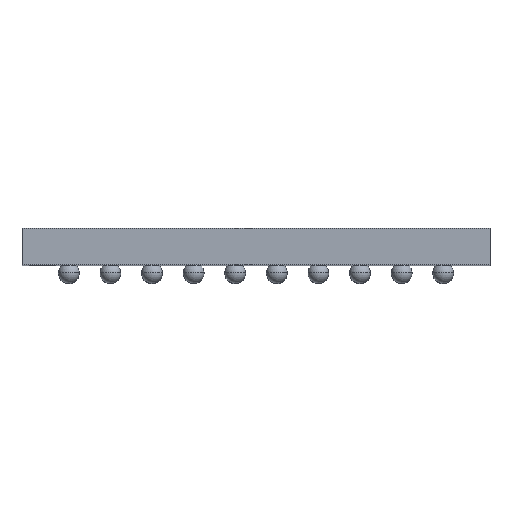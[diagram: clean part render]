
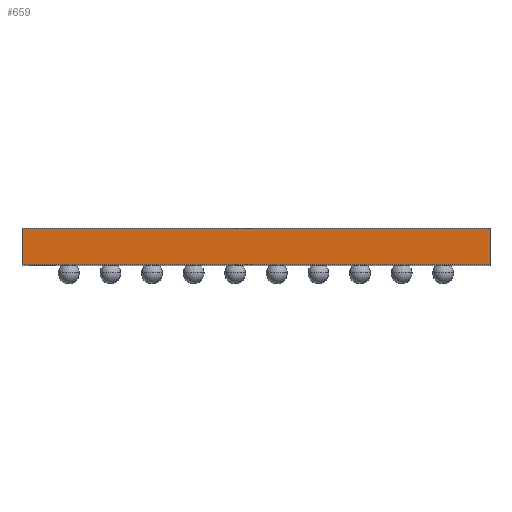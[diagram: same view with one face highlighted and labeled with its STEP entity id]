
A CAD part, top view. The second image highlights one B-rep face of the part: STEP entity #659.
In plain terms, the highlighted planar face has unit normal (0, 0, 1).
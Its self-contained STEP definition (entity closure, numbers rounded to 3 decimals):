
#659 = ADVANCED_FACE ( 'NONE', ( #2847 ), #8600, .F. ) ;
#1292 = VERTEX_POINT ( 'NONE', #7189 ) ;
#1870 = AXIS2_PLACEMENT_3D ( 'NONE', #7721, #2164, #8636 ) ;
#2164 = DIRECTION ( 'NONE',  ( 0., 0., -1. ) ) ;
#2847 = FACE_OUTER_BOUND ( 'NONE', #10303, .T. ) ;
#2857 = VERTEX_POINT ( 'NONE', #7569 ) ;
#3177 = LINE ( 'NONE', #9953, #10276 ) ;
#3929 = CARTESIAN_POINT ( 'NONE',  ( -4.5, 0., 4.5 ) ) ;
#4033 = EDGE_CURVE ( 'NONE', #6487, #1292, #9862, .T. ) ;
#4341 = ORIENTED_EDGE ( 'NONE', *, *, #9311, .F. ) ;
#4360 = ORIENTED_EDGE ( 'NONE', *, *, #4430, .T. ) ;
#4366 = DIRECTION ( 'NONE',  ( 1., 0., 0. ) ) ;
#4430 = EDGE_CURVE ( 'NONE', #5494, #1292, #3177, .T. ) ;
#4683 = VECTOR ( 'NONE', #5384, 1000. ) ;
#5384 = DIRECTION ( 'NONE',  ( 1., 0., 0. ) ) ;
#5424 = CARTESIAN_POINT ( 'NONE',  ( -4.5, 0.71, 4.5 ) ) ;
#5494 = VERTEX_POINT ( 'NONE', #3929 ) ;
#5894 = ORIENTED_EDGE ( 'NONE', *, *, #4033, .F. ) ;
#6154 = EDGE_CURVE ( 'NONE', #2857, #5494, #6764, .T. ) ;
#6487 = VERTEX_POINT ( 'NONE', #8868 ) ;
#6657 = ORIENTED_EDGE ( 'NONE', *, *, #6154, .T. ) ;
#6764 = LINE ( 'NONE', #5424, #11986 ) ;
#7150 = LINE ( 'NONE', #9062, #4683 ) ;
#7189 = CARTESIAN_POINT ( 'NONE',  ( 4.5, 0., 4.5 ) ) ;
#7373 = VECTOR ( 'NONE', #10083, 1000. ) ;
#7569 = CARTESIAN_POINT ( 'NONE',  ( -4.5, 0.71, 4.5 ) ) ;
#7721 = CARTESIAN_POINT ( 'NONE',  ( -4.5, 0.71, 4.5 ) ) ;
#8600 = PLANE ( 'NONE',  #1870 ) ;
#8636 = DIRECTION ( 'NONE',  ( -1., 0., 0. ) ) ;
#8868 = CARTESIAN_POINT ( 'NONE',  ( 4.5, 0.71, 4.5 ) ) ;
#9062 = CARTESIAN_POINT ( 'NONE',  ( -4.5, 0.71, 4.5 ) ) ;
#9162 = CARTESIAN_POINT ( 'NONE',  ( 4.5, 0.71, 4.5 ) ) ;
#9311 = EDGE_CURVE ( 'NONE', #2857, #6487, #7150, .T. ) ;
#9862 = LINE ( 'NONE', #9162, #7373 ) ;
#9953 = CARTESIAN_POINT ( 'NONE',  ( -4.5, 0., 4.5 ) ) ;
#10047 = DIRECTION ( 'NONE',  ( 0., -1., 0. ) ) ;
#10083 = DIRECTION ( 'NONE',  ( 0., -1., 0. ) ) ;
#10276 = VECTOR ( 'NONE', #4366, 1000. ) ;
#10303 = EDGE_LOOP ( 'NONE', ( #4360, #5894, #4341, #6657 ) ) ;
#11986 = VECTOR ( 'NONE', #10047, 1000. ) ;
